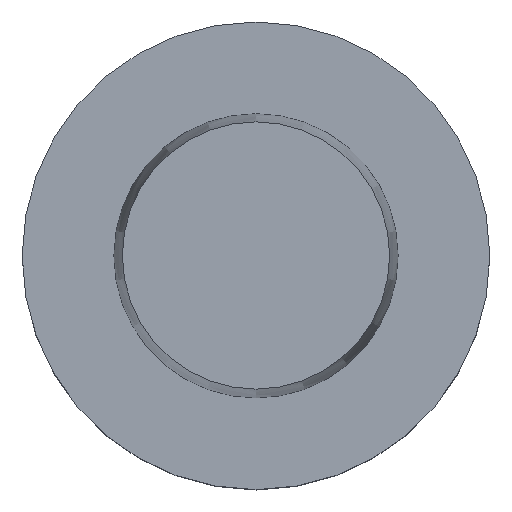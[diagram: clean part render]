
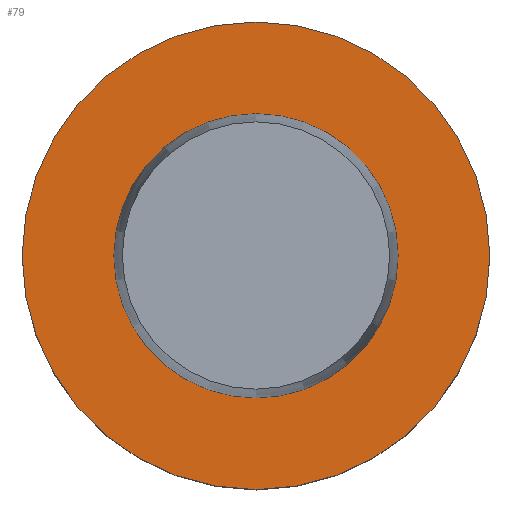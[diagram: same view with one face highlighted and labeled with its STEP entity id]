
A CAD part, top view. The second image highlights one B-rep face of the part: STEP entity #79.
In plain terms, the highlighted planar face has unit normal (0, 0, 1).
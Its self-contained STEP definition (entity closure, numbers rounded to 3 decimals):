
#79=ADVANCED_FACE('',(#111,#112),#113,.T.);
#111=FACE_OUTER_BOUND('',#184,.T.);
#112=FACE_BOUND('',#185,.T.);
#113=PLANE('',#186);
#184=EDGE_LOOP('',(#265));
#185=EDGE_LOOP('',(#266));
#186=AXIS2_PLACEMENT_3D('',#267,#268,#269);
#265=ORIENTED_EDGE('',*,*,#374,.F.);
#266=ORIENTED_EDGE('',*,*,#373,.T.);
#267=CARTESIAN_POINT('',(0.,25.325,0.));
#268=DIRECTION('',(0.,0.,1.0));
#269=DIRECTION('',(0.,-1.0,0.));
#373=EDGE_CURVE('',#400,#400,#401,.T.);
#374=EDGE_CURVE('',#402,#402,#403,.T.);
#400=VERTEX_POINT('',#448);
#401=CIRCLE('',#449,19.15);
#402=VERTEX_POINT('',#450);
#403=CIRCLE('',#451,31.5);
#448=CARTESIAN_POINT('',(0.,19.15,0.));
#449=AXIS2_PLACEMENT_3D('',#499,#500,#501);
#450=CARTESIAN_POINT('',(0.,31.5,0.));
#451=AXIS2_PLACEMENT_3D('',#502,#503,#504);
#499=CARTESIAN_POINT('',(0.0,0.0,0.0));
#500=DIRECTION('',(0.,0.,-1.0));
#501=DIRECTION('',(0.,1.0,0.));
#502=CARTESIAN_POINT('',(0.0,0.0,0.0));
#503=DIRECTION('',(0.,0.,-1.0));
#504=DIRECTION('',(0.,1.0,0.));
